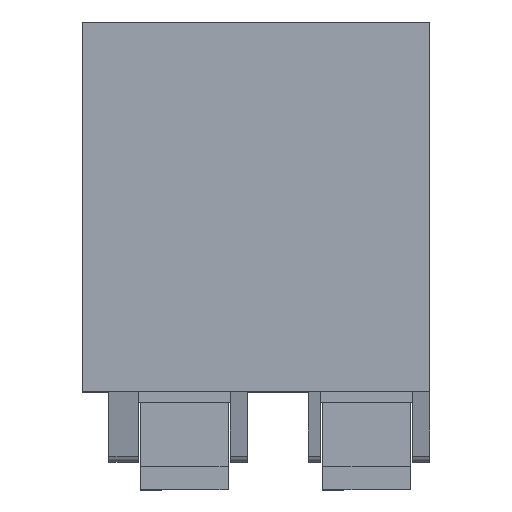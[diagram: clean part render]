
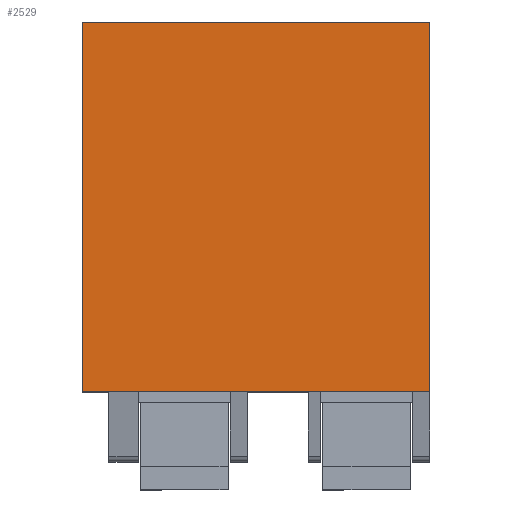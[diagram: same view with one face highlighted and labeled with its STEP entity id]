
A CAD part, top view. The second image highlights one B-rep face of the part: STEP entity #2529.
In plain terms, the highlighted planar face has unit normal (0, 0, 1).
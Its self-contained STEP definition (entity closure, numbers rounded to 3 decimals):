
#2516=AXIS2_PLACEMENT_3D('Plane Axis2P3D',#2513,#2514,#2515) ;
#100=CARTESIAN_POINT('Vertex',(0.,19.243,18.3)) ;
#103=CARTESIAN_POINT('Line Origine',(7.15,19.243,18.3)) ;
#107=CARTESIAN_POINT('Vertex',(14.3,19.243,18.3)) ;
#303=CARTESIAN_POINT('Vertex',(0.,4.043,18.3)) ;
#306=CARTESIAN_POINT('Line Origine',(0.,11.643,18.3)) ;
#2060=CARTESIAN_POINT('Vertex',(14.3,4.043,18.3)) ;
#2063=CARTESIAN_POINT('Line Origine',(7.15,4.043,18.3)) ;
#2513=CARTESIAN_POINT('Axis2P3D Location',(1.8,8.513,18.3)) ;
#2518=CARTESIAN_POINT('Line Origine',(14.3,11.643,18.3)) ;
#104=DIRECTION('Vector Direction',(1.,0.,0.)) ;
#307=DIRECTION('Vector Direction',(0.,-1.,0.)) ;
#2064=DIRECTION('Vector Direction',(1.,0.,0.)) ;
#2514=DIRECTION('Axis2P3D Direction',(0.,0.,-1.)) ;
#2515=DIRECTION('Axis2P3D XDirection',(1.,0.,0.)) ;
#2519=DIRECTION('Vector Direction',(0.,-1.,0.)) ;
#105=VECTOR('Line Direction',#104,1.) ;
#308=VECTOR('Line Direction',#307,1.) ;
#2065=VECTOR('Line Direction',#2064,1.) ;
#2520=VECTOR('Line Direction',#2519,1.) ;
#2524=ORIENTED_EDGE('',*,*,#109,.T.) ;
#2525=ORIENTED_EDGE('',*,*,#310,.T.) ;
#2526=ORIENTED_EDGE('',*,*,#2067,.F.) ;
#2527=ORIENTED_EDGE('',*,*,#2522,.F.) ;
#2529=ADVANCED_FACE('Housing LMF.1\\Model',(#2528),#2517,.F.) ;
#109=EDGE_CURVE('',#108,#101,#106,.F.) ;
#310=EDGE_CURVE('',#101,#304,#309,.T.) ;
#2067=EDGE_CURVE('',#2061,#304,#2066,.F.) ;
#2522=EDGE_CURVE('',#108,#2061,#2521,.T.) ;
#2523=EDGE_LOOP('',(#2524,#2525,#2526,#2527)) ;
#2528=FACE_OUTER_BOUND('',#2523,.T.) ;
#106=LINE('Line',#103,#105) ;
#309=LINE('Line',#306,#308) ;
#2066=LINE('Line',#2063,#2065) ;
#2521=LINE('Line',#2518,#2520) ;
#2517=PLANE('',#2516) ;
#101=VERTEX_POINT('',#100) ;
#108=VERTEX_POINT('',#107) ;
#304=VERTEX_POINT('',#303) ;
#2061=VERTEX_POINT('',#2060) ;
